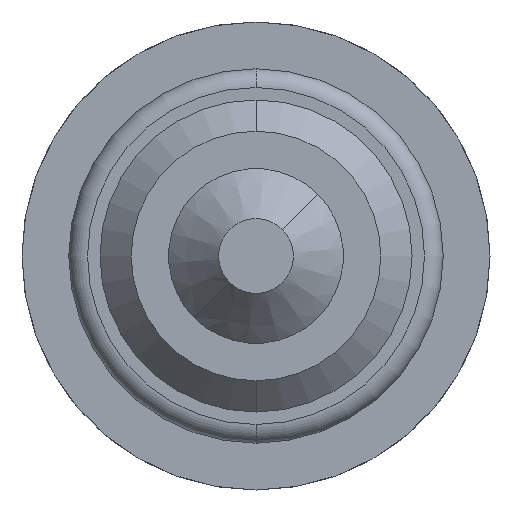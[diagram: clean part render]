
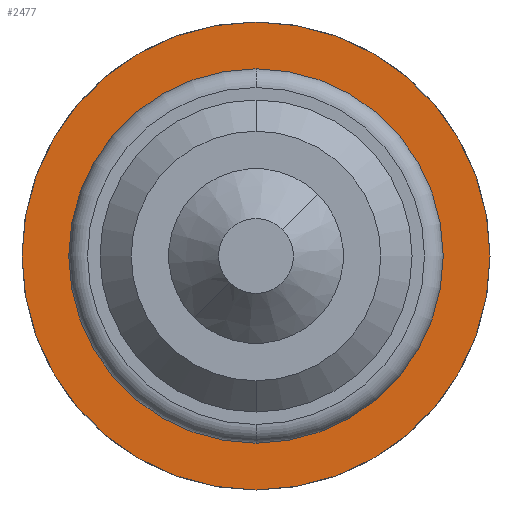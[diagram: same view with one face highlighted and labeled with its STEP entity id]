
A CAD part, front view. The second image highlights one B-rep face of the part: STEP entity #2477.
In plain terms, the highlighted planar face has unit normal (0, -1, 0).
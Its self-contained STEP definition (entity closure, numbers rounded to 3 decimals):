
#65 = DIRECTION ( 'NONE',  ( 0., -1., 0. ) ) ;
#119 = FACE_OUTER_BOUND ( 'NONE', #2268, .T. ) ;
#124 = DIRECTION ( 'NONE',  ( 0., 0., -1. ) ) ;
#151 = CARTESIAN_POINT ( 'NONE',  ( 0., 20., 1.5 ) ) ;
#228 = DIRECTION ( 'NONE',  ( 0., 0., -1. ) ) ;
#282 = VERTEX_POINT ( 'NONE', #3062 ) ;
#300 = ORIENTED_EDGE ( 'NONE', *, *, #1411, .T. ) ;
#548 = AXIS2_PLACEMENT_3D ( 'NONE', #4348, #3451, #4278 ) ;
#612 = ORIENTED_EDGE ( 'NONE', *, *, #1487, .T. ) ;
#681 = VERTEX_POINT ( 'NONE', #151 ) ;
#1122 = AXIS2_PLACEMENT_3D ( 'NONE', #2554, #4739, #5551 ) ;
#1172 = AXIS2_PLACEMENT_3D ( 'NONE', #4379, #65, #3029 ) ;
#1280 = ORIENTED_EDGE ( 'NONE', *, *, #5118, .F. ) ;
#1396 = CIRCLE ( 'NONE', #1122, 1.875 ) ;
#1411 = EDGE_CURVE ( 'Defeature ausgef�hrt2_62+Defeature ausgef�hrt2_63+Defeature ausgef�hrt2_63+Defeature ausgef�hrt2_63', #4726, #282, #2404, .T. ) ;
#1421 = AXIS2_PLACEMENT_3D ( 'NONE', #3047, #4828, #124 ) ;
#1433 = ORIENTED_EDGE ( 'NONE', *, *, #3622, .F. ) ;
#1487 = EDGE_CURVE ( 'Defeature ausgef�hrt2_62+Defeature ausgef�hrt2_63+Defeature ausgef�hrt2_63+Defeature ausgef�hrt2_63', #282, #4726, #1396, .T. ) ;
#1508 = PLANE ( 'NONE',  #3966 ) ;
#1924 = CIRCLE ( 'NONE', #1421, 1.5 ) ;
#2268 = EDGE_LOOP ( 'NONE', ( #300, #612 ) ) ;
#2404 = CIRCLE ( 'NONE', #548, 1.875 ) ;
#2477 = ADVANCED_FACE ( 'Defeature ausgef�hrt2_62', ( #119, #2982 ), #1508, .T. ) ;
#2554 = CARTESIAN_POINT ( 'NONE',  ( 0., 20., 0. ) ) ;
#2819 = CARTESIAN_POINT ( 'NONE',  ( 1.5, 20., 0. ) ) ;
#2982 = FACE_BOUND ( 'NONE', #4037, .T. ) ;
#3029 = DIRECTION ( 'NONE',  ( 0., 0., -1. ) ) ;
#3047 = CARTESIAN_POINT ( 'NONE',  ( 0., 20., 0. ) ) ;
#3062 = CARTESIAN_POINT ( 'NONE',  ( 0., 20., 1.875 ) ) ;
#3270 = CARTESIAN_POINT ( 'NONE',  ( 0., 20., -1.875 ) ) ;
#3445 = VERTEX_POINT ( 'NONE', #4680 ) ;
#3451 = DIRECTION ( 'NONE',  ( 0., -1., 0. ) ) ;
#3609 = DIRECTION ( 'NONE',  ( 0., -1., 0. ) ) ;
#3622 = EDGE_CURVE ( 'Defeature ausgef�hrt2_61+Defeature ausgef�hrt2_62+Defeature ausgef�hrt2_62+Defeature ausgef�hrt2_62', #681, #3445, #1924, .T. ) ;
#3966 = AXIS2_PLACEMENT_3D ( 'NONE', #2819, #3609, #228 ) ;
#4037 = EDGE_LOOP ( 'NONE', ( #1280, #1433 ) ) ;
#4278 = DIRECTION ( 'NONE',  ( 0., 0., -1. ) ) ;
#4348 = CARTESIAN_POINT ( 'NONE',  ( 0., 20., 0. ) ) ;
#4379 = CARTESIAN_POINT ( 'NONE',  ( 0., 20., 0. ) ) ;
#4522 = CIRCLE ( 'NONE', #1172, 1.5 ) ;
#4680 = CARTESIAN_POINT ( 'NONE',  ( 0., 20., -1.5 ) ) ;
#4726 = VERTEX_POINT ( 'NONE', #3270 ) ;
#4739 = DIRECTION ( 'NONE',  ( 0., -1., 0. ) ) ;
#4828 = DIRECTION ( 'NONE',  ( 0., -1., 0. ) ) ;
#5118 = EDGE_CURVE ( 'Defeature ausgef�hrt2_61+Defeature ausgef�hrt2_62+Defeature ausgef�hrt2_62+Defeature ausgef�hrt2_62', #3445, #681, #4522, .T. ) ;
#5551 = DIRECTION ( 'NONE',  ( 0., 0., -1. ) ) ;
